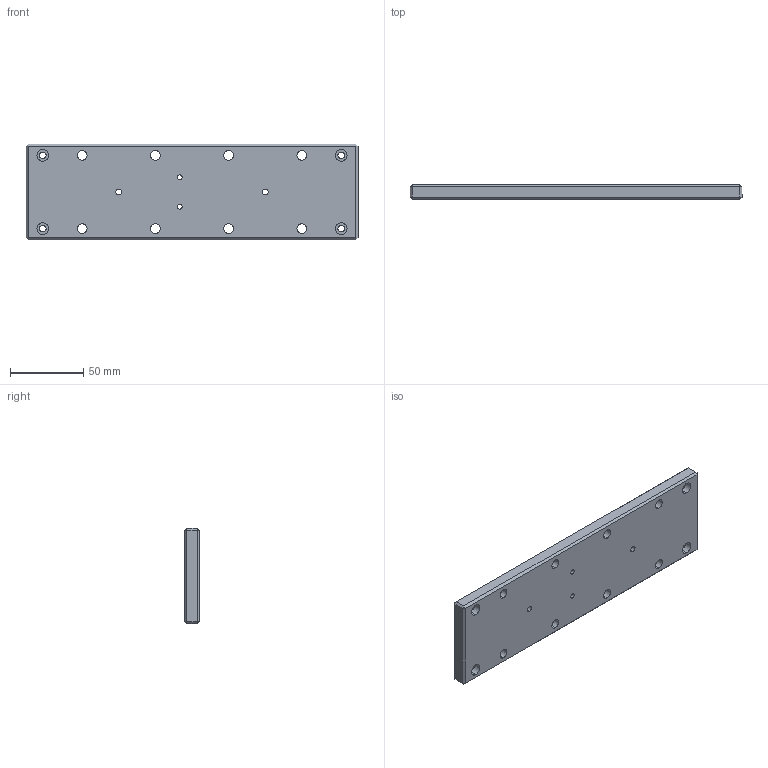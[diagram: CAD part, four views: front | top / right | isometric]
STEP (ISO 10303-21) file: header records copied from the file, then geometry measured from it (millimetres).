
FILE_DESCRIPTION (( 'STEP AP214' ), '1' );
FILE_NAME ('CMPT16-24.STEP', '2009-09-22T07:44:34', ( 'Opto Engineering srl' ), ( 'Opto Engineering srl' ), 'SwSTEP 2.0', 'SolidWorks 2004231', '' );
FILE_SCHEMA (( 'AUTOMOTIVE_DESIGN' ));
Length unit declared in the file: millimetre
Products named in the file (2): CMPT16; CMPT16-24
Assembly tree (1 placements, depth 2):
  CMPT16-24
    CMPT16
Bounding box: 226.8 x 10 x 65.53 mm (x, y, z)
Volume: 142399.5 mm3; surface area: 37033.3 mm2
Topology: 1 solids, 1 shells, 88 faces, 204 edges, 128 vertices
Faces by surface type: cylinder 52, plane 36
Entity records: 2683 total; most frequent: DIRECTION 492, CARTESIAN_POINT 424, ORIENTED_EDGE 408, EDGE_CURVE 204, AXIS2_PLACEMENT_3D 196, EDGE_LOOP 130, VERTEX_POINT 128, CIRCLE 104
